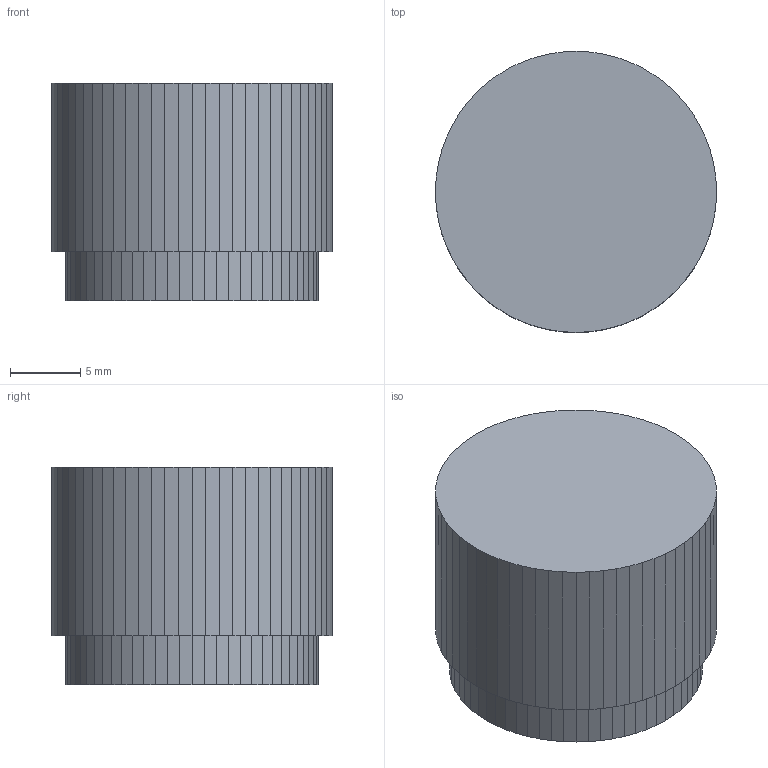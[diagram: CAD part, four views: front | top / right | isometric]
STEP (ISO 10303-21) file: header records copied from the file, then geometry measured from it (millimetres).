
FILE_DESCRIPTION(('FreeCAD Model'),'2;1');
FILE_NAME('Open CASCADE Shape Model','2025-02-21T05:44:56',(''),(''), 'Open CASCADE STEP processor 7.8','FreeCAD','Unknown');
FILE_SCHEMA(('AUTOMOTIVE_DESIGN { 1 0 10303 214 1 1 1 1 }'));
Length unit declared in the file: millimetre
Products named in the file (1): Rotary_encoder_knob___D20mm_L15_5mm001 (Solid)001
Bounding box: 20 x 20 x 15.5 mm (x, y, z)
Volume: 3820.9 mm3; surface area: 1893.6 mm2
Topology: 1 solids, 1 shells, 173 faces, 504 edges, 336 vertices
Faces by surface type: plane 173
Entity records: 12172 total; most frequent: CARTESIAN_POINT 2022, DIRECTION 1860, LINE 1512, VECTOR 1512, ORIENTED_EDGE 1008, PCURVE 1008, DEFINITIONAL_REPRESENTATION 1008, EDGE_CURVE 504
